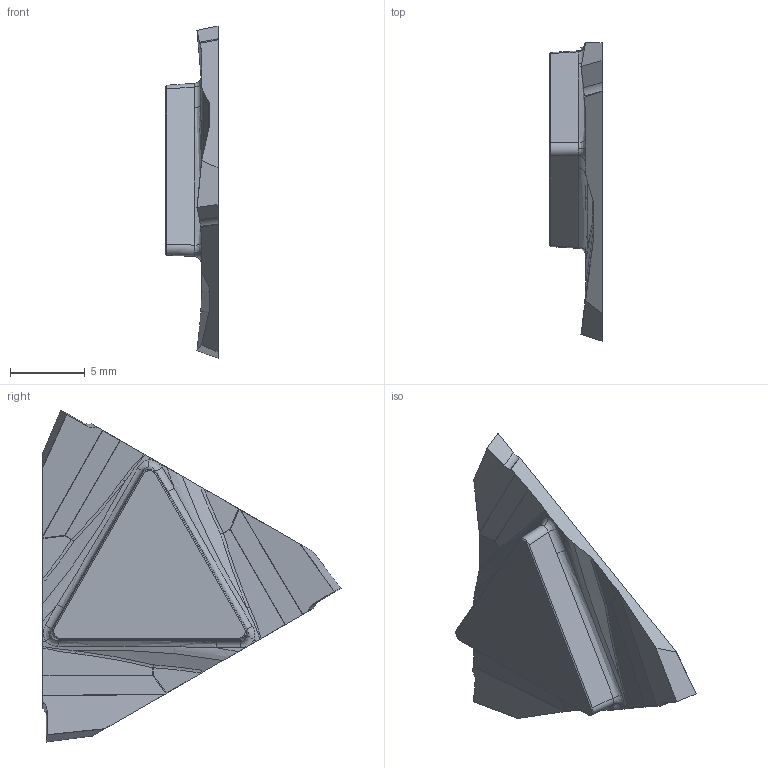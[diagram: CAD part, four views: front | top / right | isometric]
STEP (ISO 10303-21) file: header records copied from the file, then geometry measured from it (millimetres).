
FILE_DESCRIPTION(/* description */ (''),/* implementation_level */ '2;1');
FILE_NAME(/* name */ 'aaa321342_a.stp',/* time_stamp */ '2018-07-04T14:36:43+02:00',/* author */ (''),/* organization */ ('SMS'),/* preprocessor_version */ 'ST-DEVELOPER v15',/* originating_system */ 'SIEMENS PLM Software NX 8.5',/* authorisation */ '');
FILE_SCHEMA (('AUTOMOTIVE_DESIGN { 1 0 10303 214 3 1 1 1 }'));
Length unit declared in the file: millimetre
Products named in the file (1): AAA321342_A
Bounding box: 3.5 x 19.89 x 22.15 mm (x, y, z)
Volume: 448 mm3; surface area: 654 mm2
Topology: 1 solids, 1 shells, 98 faces, 250 edges, 156 vertices
Faces by surface type: plane 38, cylinder 27, bspline 18, torus 6, sphere 6, cone 3
Entity records: 3348 total; most frequent: CARTESIAN_POINT 1040, ORIENTED_EDGE 498, DIRECTION 448, EDGE_CURVE 249, AXIS2_PLACEMENT_3D 170, VERTEX_POINT 153, LINE 108, VECTOR 108
